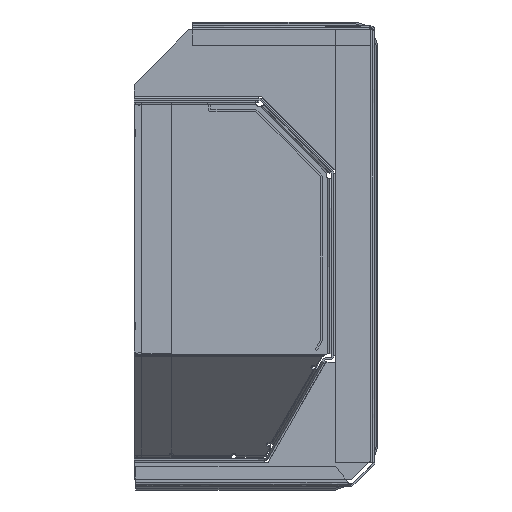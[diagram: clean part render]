
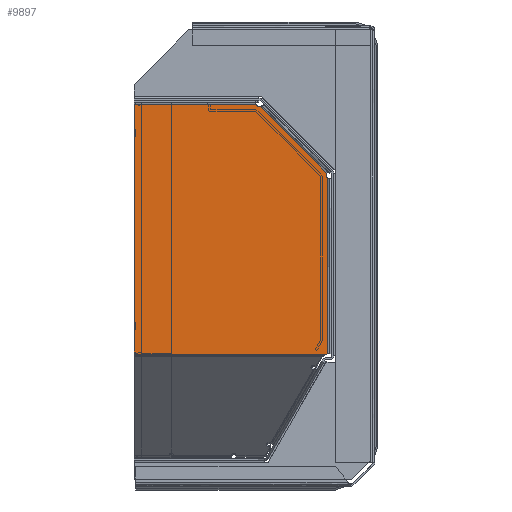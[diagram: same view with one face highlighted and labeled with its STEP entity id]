
A CAD part, front view. The second image highlights one B-rep face of the part: STEP entity #9897.
In plain terms, the highlighted free-form (B-spline) face has degree [1, 1] with [2, 2] control points.
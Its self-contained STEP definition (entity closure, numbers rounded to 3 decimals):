
#7903 = VERTEX_POINT('',#7904);
#7904 = CARTESIAN_POINT('',(41.559,-1090.695,
    46.47));
#7909 = EDGE_CURVE('',#7903,#7910,#7912,.T.);
#7910 = VERTEX_POINT('',#7911);
#7911 = CARTESIAN_POINT('',(40.812,-1090.695,
    49.587));
#7912 = ( BOUNDED_CURVE() B_SPLINE_CURVE(2,(#7913,#7914,#7915),
.UNSPECIFIED.,.F.,.F.) B_SPLINE_CURVE_WITH_KNOTS((3,3),(0.593,
2.078),.PIECEWISE_BEZIER_KNOTS.) CURVE() 
GEOMETRIC_REPRESENTATION_ITEM() RATIONAL_B_SPLINE_CURVE((1.,
0.737,1.)) REPRESENTATION_ITEM('') );
#7913 = CARTESIAN_POINT('',(41.559,-1090.695,
    46.47));
#7914 = CARTESIAN_POINT('',(39.756,-1090.695,
    47.686));
#7915 = CARTESIAN_POINT('',(40.812,-1090.695,
    49.587));
#7979 = VERTEX_POINT('',#7980);
#7980 = CARTESIAN_POINT('',(40.785,-1090.695,
    -60.009));
#7985 = EDGE_CURVE('',#7979,#7986,#7988,.T.);
#7986 = VERTEX_POINT('',#7987);
#7987 = CARTESIAN_POINT('',(41.559,-1090.695,
    -59.846));
#7988 = ( BOUNDED_CURVE() B_SPLINE_CURVE(2,(#7989,#7990,#7991),
.UNSPECIFIED.,.F.,.F.) B_SPLINE_CURVE_WITH_KNOTS((3,3),(5.995,
6.156),.PIECEWISE_BEZIER_KNOTS.) CURVE() 
GEOMETRIC_REPRESENTATION_ITEM() RATIONAL_B_SPLINE_CURVE((1.,
0.997,1.)) REPRESENTATION_ITEM('') );
#7989 = CARTESIAN_POINT('',(40.785,-1090.695,
    -60.009));
#7990 = CARTESIAN_POINT('',(41.165,-1090.695,
    -59.896));
#7991 = CARTESIAN_POINT('',(41.559,-1090.695,
    -59.846));
#8113 = VERTEX_POINT('',#8114);
#8114 = CARTESIAN_POINT('',(-1.959,-1090.695,
    91.303));
#8202 = VERTEX_POINT('',#8203);
#8203 = CARTESIAN_POINT('',(0.772,-1090.695,
    89.627));
#8208 = EDGE_CURVE('',#8202,#8113,#8209,.T.);
#8209 = ( BOUNDED_CURVE() B_SPLINE_CURVE(2,(#8210,#8211,#8212),
.UNSPECIFIED.,.F.,.F.) B_SPLINE_CURVE_WITH_KNOTS((3,3),(6.091,
7.576),.PIECEWISE_BEZIER_KNOTS.) CURVE() 
GEOMETRIC_REPRESENTATION_ITEM() RATIONAL_B_SPLINE_CURVE((1.,
0.737,1.)) REPRESENTATION_ITEM('') );
#8210 = CARTESIAN_POINT('',(0.772,-1090.695,
    89.627));
#8211 = CARTESIAN_POINT('',(-1.363,-1090.695,
    89.212));
#8212 = CARTESIAN_POINT('',(-1.959,-1090.695,
    91.303));
#8885 = EDGE_CURVE('',#8113,#8886,#8888,.T.);
#8886 = VERTEX_POINT('',#8887);
#8887 = CARTESIAN_POINT('',(-75.773,-1090.695,
    91.303));
#8888 = B_SPLINE_CURVE_WITH_KNOTS('',1,(#8889,#8890),.UNSPECIFIED.,.F.,
  .F.,(2,2),(-5.592,56.689),.PIECEWISE_BEZIER_KNOTS.);
#8889 = CARTESIAN_POINT('',(-1.959,-1090.695,
    91.303));
#8890 = CARTESIAN_POINT('',(-75.773,-1090.695,
    91.303));
#9063 = EDGE_CURVE('',#9064,#7979,#9066,.T.);
#9064 = VERTEX_POINT('',#9065);
#9065 = CARTESIAN_POINT('',(-75.773,-1090.695,
    -60.009));
#9066 = B_SPLINE_CURVE_WITH_KNOTS('',1,(#9067,#9068),.UNSPECIFIED.,.F.,
  .F.,(2,2),(-73.189,25.158),.PIECEWISE_BEZIER_KNOTS.);
#9067 = CARTESIAN_POINT('',(-75.773,-1090.695,
    -60.009));
#9068 = CARTESIAN_POINT('',(40.785,-1090.695,
    -60.009));
#9152 = EDGE_CURVE('',#7986,#7903,#9153,.T.);
#9153 = B_SPLINE_CURVE_WITH_KNOTS('',1,(#9154,#9155),.UNSPECIFIED.,.F.,
  .F.,(2,2),(-29.735,59.97),.PIECEWISE_BEZIER_KNOTS.);
#9154 = CARTESIAN_POINT('',(41.559,-1090.695,
    -59.846));
#9155 = CARTESIAN_POINT('',(41.559,-1090.695,
    46.47));
#9882 = EDGE_CURVE('',#9064,#8886,#9883,.T.);
#9883 = B_SPLINE_CURVE_WITH_KNOTS('',1,(#9884,#9885),.UNSPECIFIED.,.F.,
  .F.,(2,2),(0.828,128.5),.PIECEWISE_BEZIER_KNOTS.);
#9884 = CARTESIAN_POINT('',(-75.773,-1090.695,
    -60.009));
#9885 = CARTESIAN_POINT('',(-75.773,-1090.695,
    91.303));
#9897 = ADVANCED_FACE('',(#9898),#9912,.T.);
#9898 = FACE_BOUND('',#9899,.T.);
#9899 = EDGE_LOOP('',(#9900,#9901,#9906,#9907,#9908,#9909,#9910,#9911));
#9900 = ORIENTED_EDGE('',*,*,#7909,.T.);
#9901 = ORIENTED_EDGE('',*,*,#9902,.T.);
#9902 = EDGE_CURVE('',#7910,#8202,#9903,.T.);
#9903 = B_SPLINE_CURVE_WITH_KNOTS('',1,(#9904,#9905),.UNSPECIFIED.,.F.,
  .F.,(2,2),(-4.891,42.887),.PIECEWISE_BEZIER_KNOTS.);
#9904 = CARTESIAN_POINT('',(40.812,-1090.695,
    49.587));
#9905 = CARTESIAN_POINT('',(0.772,-1090.695,
    89.627));
#9906 = ORIENTED_EDGE('',*,*,#8208,.T.);
#9907 = ORIENTED_EDGE('',*,*,#8885,.T.);
#9908 = ORIENTED_EDGE('',*,*,#9882,.F.);
#9909 = ORIENTED_EDGE('',*,*,#9063,.T.);
#9910 = ORIENTED_EDGE('',*,*,#7985,.T.);
#9911 = ORIENTED_EDGE('',*,*,#9152,.T.);
#9912 = B_SPLINE_SURFACE_WITH_KNOTS('',1,1,(
    (#9913,#9914)
    ,(#9915,#9916
    )),.UNSPECIFIED.,.F.,.F.,.F.,(2,2),(2,2),(-67.097,
    60.575),(-47.377,51.623),
  .PIECEWISE_BEZIER_KNOTS.);
#9913 = CARTESIAN_POINT('',(-75.773,-1090.695,
    91.303));
#9914 = CARTESIAN_POINT('',(41.559,-1090.695,
    91.303));
#9915 = CARTESIAN_POINT('',(-75.773,-1090.695,
    -60.009));
#9916 = CARTESIAN_POINT('',(41.559,-1090.695,
    -60.009));
